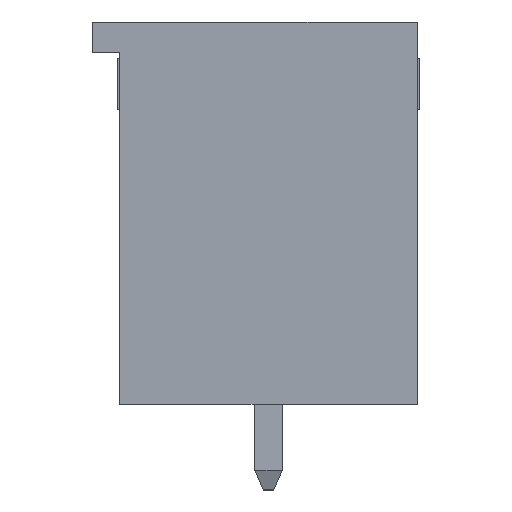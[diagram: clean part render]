
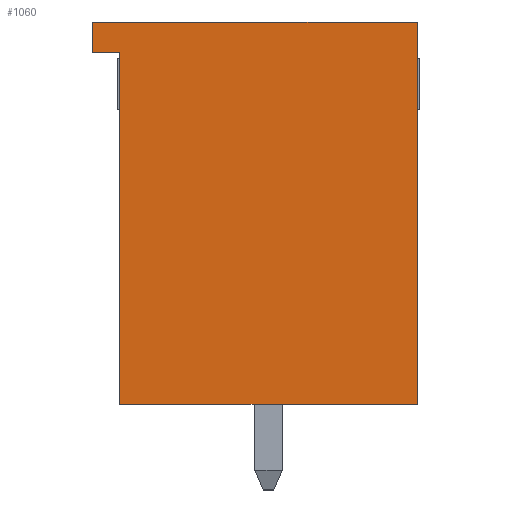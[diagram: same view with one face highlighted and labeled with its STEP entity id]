
A CAD part, left-side view. The second image highlights one B-rep face of the part: STEP entity #1060.
In plain terms, the highlighted planar face has unit normal (-1, 0, -0.026).
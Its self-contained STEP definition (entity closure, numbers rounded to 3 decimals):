
#1038=AXIS2_PLACEMENT_3D('Plane Axis2P3D',#1035,#1036,#1037) ;
#345=CARTESIAN_POINT('Vertex',(0.,11.9,17.15)) ;
#348=CARTESIAN_POINT('Line Origine',(0.,5.95,17.15)) ;
#352=CARTESIAN_POINT('Vertex',(0.,0.,17.15)) ;
#867=CARTESIAN_POINT('Vertex',(0.367,10.9,3.15)) ;
#870=CARTESIAN_POINT('Line Origine',(0.198,10.9,9.6)) ;
#874=CARTESIAN_POINT('Vertex',(0.029,10.9,16.05)) ;
#931=CARTESIAN_POINT('Vertex',(0.029,11.9,16.05)) ;
#934=CARTESIAN_POINT('Line Origine',(0.029,11.4,16.05)) ;
#951=CARTESIAN_POINT('Line Origine',(0.014,11.9,16.6)) ;
#1035=CARTESIAN_POINT('Axis2P3D Location',(0.,0.,17.15)) ;
#1040=CARTESIAN_POINT('Line Origine',(0.367,5.45,3.15)) ;
#1044=CARTESIAN_POINT('Vertex',(0.367,0.,3.15)) ;
#1047=CARTESIAN_POINT('Line Origine',(0.183,0.,10.15)) ;
#349=DIRECTION('Vector Direction',(0.,-1.,0.)) ;
#871=DIRECTION('Vector Direction',(-0.026,0.,1.)) ;
#935=DIRECTION('Vector Direction',(0.,-1.,0.)) ;
#952=DIRECTION('Vector Direction',(-0.026,0.,1.)) ;
#1036=DIRECTION('Axis2P3D Direction',(1.,0.,0.026)) ;
#1037=DIRECTION('Axis2P3D XDirection',(0.,1.,0.)) ;
#1041=DIRECTION('Vector Direction',(0.,1.,0.)) ;
#1048=DIRECTION('Vector Direction',(-0.026,0.,1.)) ;
#350=VECTOR('Line Direction',#349,1.) ;
#872=VECTOR('Line Direction',#871,1.) ;
#936=VECTOR('Line Direction',#935,1.) ;
#953=VECTOR('Line Direction',#952,1.) ;
#1042=VECTOR('Line Direction',#1041,1.) ;
#1049=VECTOR('Line Direction',#1048,1.) ;
#1053=ORIENTED_EDGE('',*,*,#876,.F.) ;
#1054=ORIENTED_EDGE('',*,*,#1046,.F.) ;
#1055=ORIENTED_EDGE('',*,*,#1051,.T.) ;
#1056=ORIENTED_EDGE('',*,*,#354,.F.) ;
#1057=ORIENTED_EDGE('',*,*,#955,.F.) ;
#1058=ORIENTED_EDGE('',*,*,#938,.T.) ;
#1060=ADVANCED_FACE('Housing',(#1059),#1039,.F.) ;
#354=EDGE_CURVE('',#346,#353,#351,.T.) ;
#876=EDGE_CURVE('',#868,#875,#873,.T.) ;
#938=EDGE_CURVE('',#932,#875,#937,.T.) ;
#955=EDGE_CURVE('',#932,#346,#954,.T.) ;
#1046=EDGE_CURVE('',#1045,#868,#1043,.T.) ;
#1051=EDGE_CURVE('',#1045,#353,#1050,.T.) ;
#1052=EDGE_LOOP('',(#1053,#1054,#1055,#1056,#1057,#1058)) ;
#1059=FACE_OUTER_BOUND('',#1052,.T.) ;
#351=LINE('Line',#348,#350) ;
#873=LINE('Line',#870,#872) ;
#937=LINE('Line',#934,#936) ;
#954=LINE('Line',#951,#953) ;
#1043=LINE('Line',#1040,#1042) ;
#1050=LINE('Line',#1047,#1049) ;
#1039=PLANE('',#1038) ;
#346=VERTEX_POINT('',#345) ;
#353=VERTEX_POINT('',#352) ;
#868=VERTEX_POINT('',#867) ;
#875=VERTEX_POINT('',#874) ;
#932=VERTEX_POINT('',#931) ;
#1045=VERTEX_POINT('',#1044) ;
